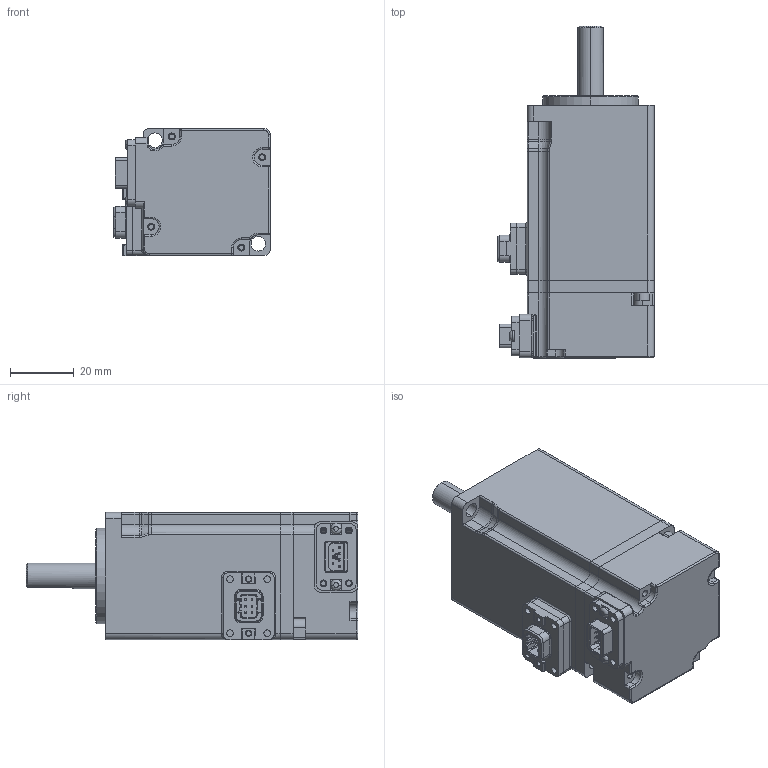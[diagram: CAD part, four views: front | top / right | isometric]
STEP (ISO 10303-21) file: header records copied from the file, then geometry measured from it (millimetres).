
FILE_DESCRIPTION (( 'STEP AP203' ), '1' );
FILE_NAME ('MS6H-40TL30B3-20P1.STEP', '2022-01-14T11:25:11', ( '' ), ( '' ), 'SwSTEP 2.0', 'SolidWorks 2016', '' );
FILE_SCHEMA (( 'CONFIG_CONTROL_DESIGN' ));
Length unit declared in the file: millimetre
Products named in the file (1): MS6H-40TL30B3-20P1
Bounding box: 49.2 x 104.4 x 40 mm (x, y, z)
Surface area: 20219.2 mm2 (no closed solid volume)
Topology: 0 solids, 9 shells, 594 faces, 1949 edges, 1340 vertices
Faces by surface type: plane 293, cylinder 209, torus 43, cone 26, bspline 14, sphere 9
Entity records: 22244 total; most frequent: CARTESIAN_POINT 5257, DIRECTION 3575, ORIENTED_EDGE 3205, EDGE_CURVE 1940, VERTEX_POINT 1340, LINE 1303, VECTOR 1303, AXIS2_PLACEMENT_3D 1136
